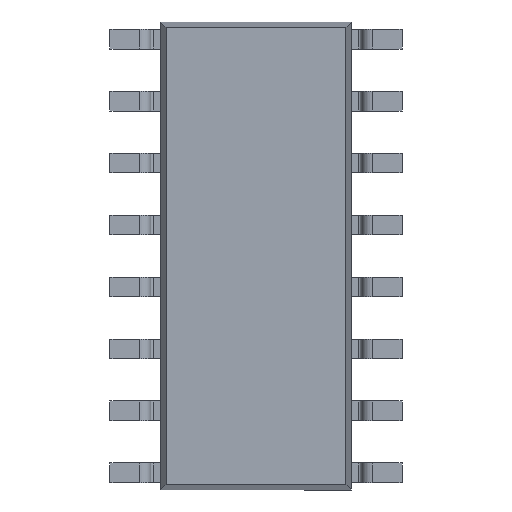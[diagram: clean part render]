
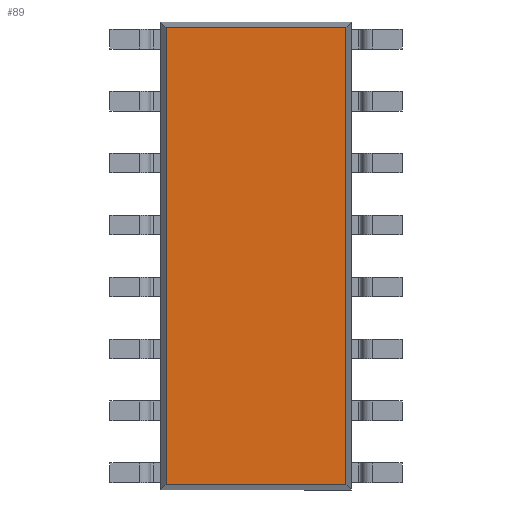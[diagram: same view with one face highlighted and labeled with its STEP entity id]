
A CAD part, front view. The second image highlights one B-rep face of the part: STEP entity #89.
In plain terms, the highlighted planar face has unit normal (0, -1, 0).
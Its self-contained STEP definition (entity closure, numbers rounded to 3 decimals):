
#89 = ADVANCED_FACE ( 'NONE', ( #6669 ), #1696, .T. ) ;
#97 = ORIENTED_EDGE ( 'NONE', *, *, #5846, .T. ) ;
#128 = DIRECTION ( 'NONE',  ( -1., 0., 0. ) ) ;
#511 = DIRECTION ( 'NONE',  ( 0., 0., -1. ) ) ;
#720 = CARTESIAN_POINT ( 'NONE',  ( 1.955, 0.195, 4.687 ) ) ;
#1019 = VECTOR ( 'NONE', #4736, 1000. ) ;
#1120 = VERTEX_POINT ( 'NONE', #2684 ) ;
#1157 = AXIS2_PLACEMENT_3D ( 'NONE', #3410, #2791, #511 ) ;
#1171 = EDGE_LOOP ( 'NONE', ( #97, #4488, #6371, #3191 ) ) ;
#1696 = PLANE ( 'NONE',  #1157 ) ;
#1879 = CARTESIAN_POINT ( 'NONE',  ( -1.844, 0.195, -4.687 ) ) ;
#2065 = DIRECTION ( 'NONE',  ( 1., 0., 0. ) ) ;
#2554 = VECTOR ( 'NONE', #3301, 1000. ) ;
#2671 = CARTESIAN_POINT ( 'NONE',  ( 1.844, 0.195, -4.687 ) ) ;
#2684 = CARTESIAN_POINT ( 'NONE',  ( 1.844, 0.195, 4.687 ) ) ;
#2791 = DIRECTION ( 'NONE',  ( 0., -1., 0. ) ) ;
#2919 = LINE ( 'NONE', #5558, #2554 ) ;
#3035 = LINE ( 'NONE', #6577, #6310 ) ;
#3086 = LINE ( 'NONE', #720, #6892 ) ;
#3171 = EDGE_CURVE ( 'NONE', #1120, #6445, #3086, .T. ) ;
#3191 = ORIENTED_EDGE ( 'NONE', *, *, #6469, .T. ) ;
#3301 = DIRECTION ( 'NONE',  ( 0., 0., 1. ) ) ;
#3410 = CARTESIAN_POINT ( 'NONE',  ( 0., 0.195, 0. ) ) ;
#3838 = VERTEX_POINT ( 'NONE', #2671 ) ;
#4046 = CARTESIAN_POINT ( 'NONE',  ( -1.844, 0.195, 4.687 ) ) ;
#4488 = ORIENTED_EDGE ( 'NONE', *, *, #7188, .T. ) ;
#4736 = DIRECTION ( 'NONE',  ( 0., 0., -1. ) ) ;
#5558 = CARTESIAN_POINT ( 'NONE',  ( 1.844, 0.195, -4.797 ) ) ;
#5846 = EDGE_CURVE ( 'NONE', #7374, #3838, #3035, .T. ) ;
#6034 = LINE ( 'NONE', #6377, #1019 ) ;
#6310 = VECTOR ( 'NONE', #2065, 1000. ) ;
#6371 = ORIENTED_EDGE ( 'NONE', *, *, #3171, .T. ) ;
#6377 = CARTESIAN_POINT ( 'NONE',  ( -1.844, 0.195, 4.797 ) ) ;
#6445 = VERTEX_POINT ( 'NONE', #4046 ) ;
#6469 = EDGE_CURVE ( 'NONE', #6445, #7374, #6034, .T. ) ;
#6577 = CARTESIAN_POINT ( 'NONE',  ( -1.955, 0.195, -4.687 ) ) ;
#6669 = FACE_OUTER_BOUND ( 'NONE', #1171, .T. ) ;
#6892 = VECTOR ( 'NONE', #128, 1000. ) ;
#7188 = EDGE_CURVE ( 'NONE', #3838, #1120, #2919, .T. ) ;
#7374 = VERTEX_POINT ( 'NONE', #1879 ) ;
